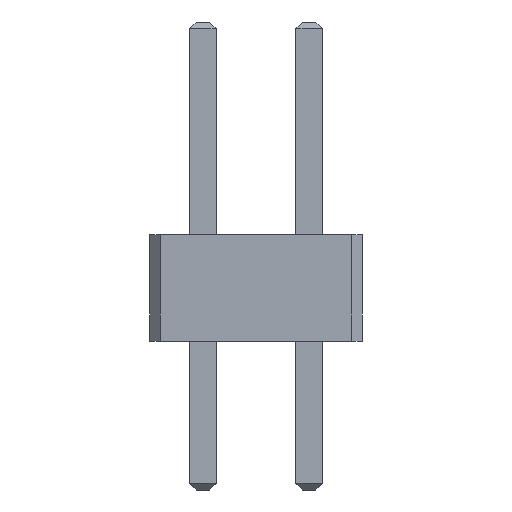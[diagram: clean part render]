
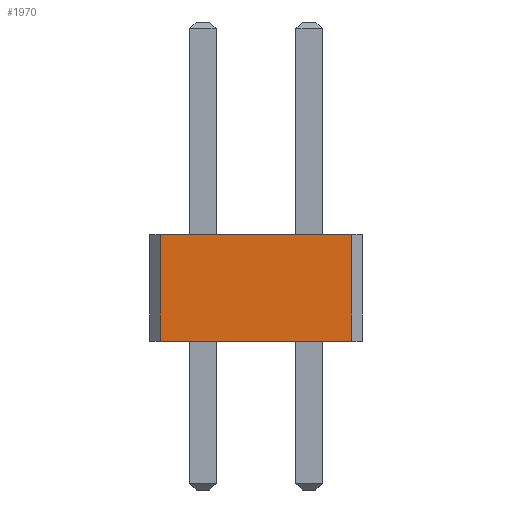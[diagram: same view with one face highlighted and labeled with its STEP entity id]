
A CAD part, front view. The second image highlights one B-rep face of the part: STEP entity #1970.
In plain terms, the highlighted planar face has unit normal (0, -1, 0).
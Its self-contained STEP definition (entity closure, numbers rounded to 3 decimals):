
#13=DIRECTION('',(0.,0.,1.));
#27=VECTOR('',#13,1.);
#67=DIRECTION('',(1.,0.,0.));
#1957=VERTEX_POINT('',#1958);
#1958=CARTESIAN_POINT('',(-0.8,-67.,2.));
#1961=EDGE_CURVE('',#1962,#1957,#1964,.T.);
#1962=VERTEX_POINT('',#1963);
#1963=CARTESIAN_POINT('',(-0.8,-67.,0.));
#1964=LINE('',#1963,#27);
#1970=ADVANCED_FACE('',(#1971),#1988,.F.);
#1971=FACE_BOUND('',#1972,.F.);
#1972=EDGE_LOOP('',(#1973,#1974,#1980,#1985));
#1973=ORIENTED_EDGE('',*,*,#1961,.T.);
#1974=ORIENTED_EDGE('',*,*,#1975,.T.);
#1975=EDGE_CURVE('',#1957,#1976,#1978,.T.);
#1976=VERTEX_POINT('',#1977);
#1977=CARTESIAN_POINT('',(2.8,-67.,2.));
#1978=LINE('',#1958,#1979);
#1979=VECTOR('',#67,1.);
#1980=ORIENTED_EDGE('',*,*,#1981,.F.);
#1981=EDGE_CURVE('',#1982,#1976,#1984,.T.);
#1982=VERTEX_POINT('',#1983);
#1983=CARTESIAN_POINT('',(2.8,-67.,0.));
#1984=LINE('',#1983,#27);
#1985=ORIENTED_EDGE('',*,*,#1986,.F.);
#1986=EDGE_CURVE('',#1962,#1982,#1987,.T.);
#1987=LINE('',#1963,#1979);
#1988=PLANE('',#1989);
#1989=AXIS2_PLACEMENT_3D('',#1963,#1990,#67);
#1990=DIRECTION('',(0.,1.,0.));
